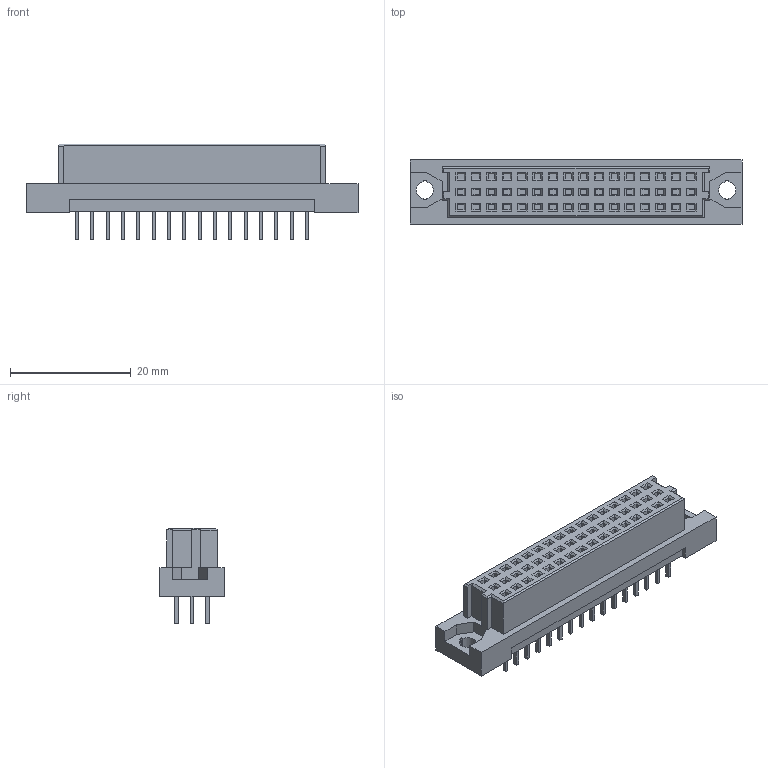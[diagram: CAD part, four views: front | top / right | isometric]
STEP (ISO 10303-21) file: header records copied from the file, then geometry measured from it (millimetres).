
FILE_DESCRIPTION(/* description */ (''),/* implementation_level */ '2;1');
FILE_NAME(/* name */ 'DS1120-48F-V13_fixed.stp',/* time_stamp */ '2021-08-04T22:35:39+03:00',/* author */ ('Boris'),/* organization */ (''),/* preprocessor_version */ 'ST-DEVELOPER v17.2',/* originating_system */ 'Autodesk Inventor 2019',/* authorisation */ '');
FILE_SCHEMA (('AUTOMOTIVE_DESIGN { 1 0 10303 214 3 1 1 }'));
Length unit declared in the file: millimetre
Products named in the file (1): DS1120-48F-V13
Bounding box: 54.9 x 10.59 x 15.8 mm (x, y, z)
Volume: 4335.5 mm3; surface area: 5064.9 mm2
Topology: 1 solids, 1 shells, 934 faces, 2331 edges, 1704 vertices
Faces by surface type: plane 930, cylinder 4
Entity records: 26452 total; most frequent: CARTESIAN_POINT 4763, ORIENTED_EDGE 4244, DIRECTION 4004, EDGE_CURVE 2122, LINE 2114, VECTOR 2114, VERTEX_POINT 1286, EDGE_LOOP 1034
